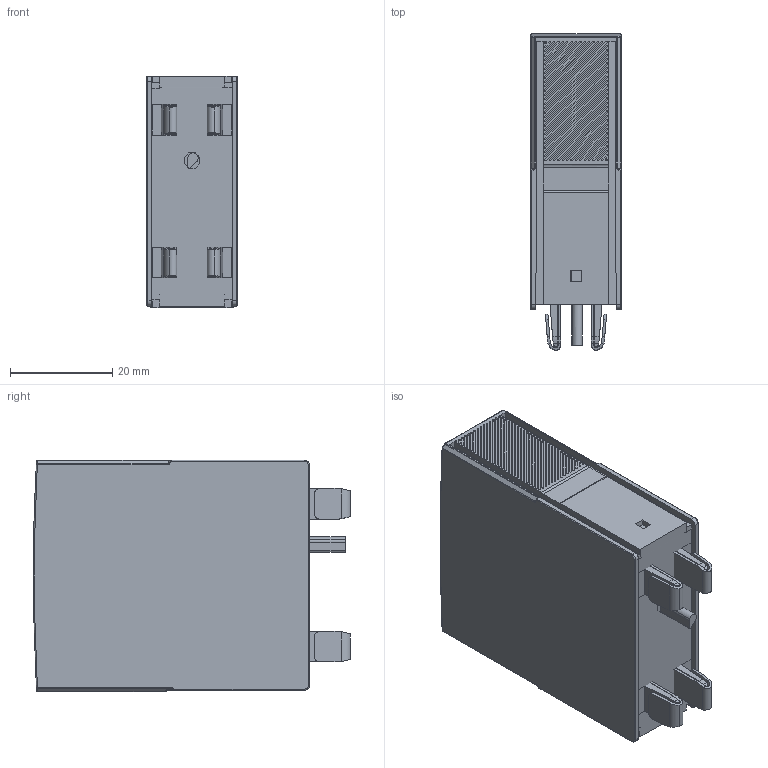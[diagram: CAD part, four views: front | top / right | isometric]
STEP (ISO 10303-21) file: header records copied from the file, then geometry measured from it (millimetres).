
FILE_DESCRIPTION((''),'2;1');
FILE_NAME('2_0_00_ASM_1_ASM','2023-06-06T12:42:11',('sebastjan.kamensek'),('Audax d.o.o.'),'CREO PARAMETRIC BY PTC INC, 2020281','CREO PARAMETRIC BY PTC INC, 2020281','');
FILE_SCHEMA(('AP242_MANAGED_MODEL_BASED_3D_ENGINEERING_MIM_LF { 1 0 10303 442 1 1 4 }'));
Length unit declared in the file: millimetre
Products named in the file (13): ADMI2918C5612CNH_1_1; ADMI2918C5612CNH_4_1; ADMI2918C5612CNH_5_1; ADMI2918C5612CNH_6_1; ADMI2918C5612CNH_7_1; ADMI2918C5612CNH_8_1; ADMI2918C5612CNH_9_1; ADMI2918C5612CNH_16_1; ADMI2918C5612CNH_17_1; ADMI2918C5612CNH_19_1; ADMI2918C5612CNH_22_1; ADMI2918C5612CNH_ASM_1_ASM; 2_0_00_ASM_1_ASM
Assembly tree (12 placements, depth 3):
  2_0_00_ASM_1_ASM
    ADMI2918C5612CNH_ASM_1_ASM
      ADMI2918C5612CNH_1_1
      ADMI2918C5612CNH_4_1
      ADMI2918C5612CNH_5_1
      ADMI2918C5612CNH_6_1
      ADMI2918C5612CNH_7_1
      ADMI2918C5612CNH_8_1
      ADMI2918C5612CNH_9_1
      ADMI2918C5612CNH_16_1
      ADMI2918C5612CNH_17_1
      ADMI2918C5612CNH_19_1
      ADMI2918C5612CNH_22_1
Bounding box: 17.7 x 62.07 x 45.3 mm (x, y, z)
Volume: 42761.4 mm3; surface area: 11892.7 mm2
Topology: 14 solids, 14 shells, 880 faces, 2589 edges, 1814 vertices
Faces by surface type: plane 463, cylinder 321, bspline 54, sphere 26, torus 12, extrusion 4
Entity records: 41432 total; most frequent: CARTESIAN_POINT 8575, ORIENTED_EDGE 5126, DIRECTION 5028, PRESENTATION_STYLE_ASSIGNMENT 2577, STYLED_ITEM 2577, CURVE_STYLE 2563, EDGE_CURVE 2563, AXIS2_PLACEMENT_3D 1859
